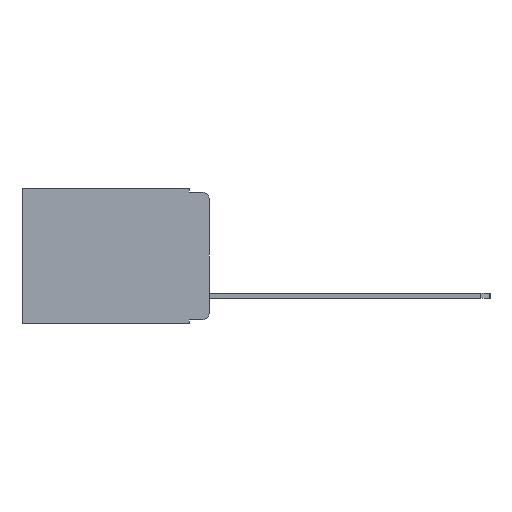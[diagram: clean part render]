
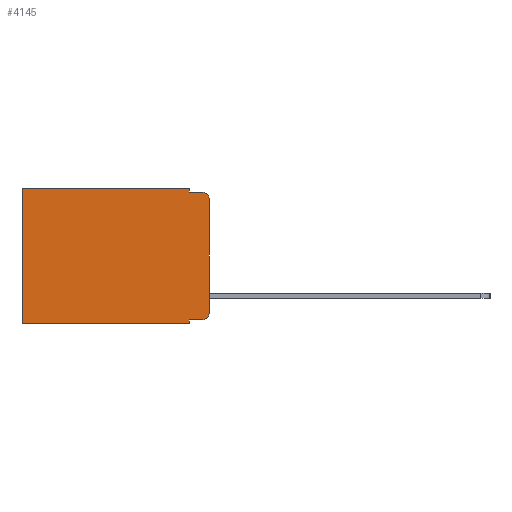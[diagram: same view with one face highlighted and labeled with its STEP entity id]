
A CAD part, left-side view. The second image highlights one B-rep face of the part: STEP entity #4145.
In plain terms, the highlighted planar face has unit normal (-1, 0, 0).
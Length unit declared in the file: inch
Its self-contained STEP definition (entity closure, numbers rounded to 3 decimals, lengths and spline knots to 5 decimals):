
#44 = DIRECTION ( 'NONE',  ( 1., 0., 0. ) ) ;
#118 = CARTESIAN_POINT ( 'NONE',  ( 0.298, 0., 0. ) ) ;
#134 = VERTEX_POINT ( 'NONE', #566 ) ;
#214 = EDGE_CURVE ( 'NONE', #7444, #4308, #9524, .T. ) ;
#283 = EDGE_CURVE ( 'NONE', #1724, #7444, #8840, .T. ) ;
#324 = DIRECTION ( 'NONE',  ( 0., -1., 0. ) ) ;
#360 = VERTEX_POINT ( 'NONE', #6789 ) ;
#514 = DIRECTION ( 'NONE',  ( 0., 0., -1. ) ) ;
#566 = CARTESIAN_POINT ( 'NONE',  ( 0.298, 0.473, -0.343 ) ) ;
#822 = EDGE_CURVE ( 'NONE', #5016, #4308, #4827, .T. ) ;
#1414 = CARTESIAN_POINT ( 'NONE',  ( 0.298, 0.051, 0. ) ) ;
#1442 = VECTOR ( 'NONE', #9522, 39.37008 ) ;
#1527 = VECTOR ( 'NONE', #10669, 39.37008 ) ;
#1564 = VECTOR ( 'NONE', #4350, 39.37008 ) ;
#1724 = VERTEX_POINT ( 'NONE', #4780 ) ;
#1787 = CARTESIAN_POINT ( 'NONE',  ( 0.298, 0.051, -0.333 ) ) ;
#1860 = ORIENTED_EDGE ( 'NONE', *, *, #822, .T. ) ;
#1917 = ORIENTED_EDGE ( 'NONE', *, *, #283, .F. ) ;
#2019 = VERTEX_POINT ( 'NONE', #6549 ) ;
#2051 = DIRECTION ( 'NONE',  ( 0., 0., -1. ) ) ;
#2221 = CARTESIAN_POINT ( 'NONE',  ( 0.298, 0., -0.03 ) ) ;
#2224 = ORIENTED_EDGE ( 'NONE', *, *, #9071, .F. ) ;
#2283 = VERTEX_POINT ( 'NONE', #7220 ) ;
#2309 = PLANE ( 'NONE',  #8149 ) ;
#2344 = LINE ( 'NONE', #9332, #4615 ) ;
#2371 = VERTEX_POINT ( 'NONE', #6906 ) ;
#2462 = CIRCLE ( 'NONE', #6373, 0.02 ) ;
#2513 = LINE ( 'NONE', #3353, #9128 ) ;
#2857 = DIRECTION ( 'NONE',  ( -1., 0., 0. ) ) ;
#2997 = VERTEX_POINT ( 'NONE', #1787 ) ;
#3001 = FACE_OUTER_BOUND ( 'NONE', #3704, .T. ) ;
#3162 = CARTESIAN_POINT ( 'NONE',  ( 0.298, 0.473, 0. ) ) ;
#3174 = CARTESIAN_POINT ( 'NONE',  ( 0.298, 0.051, -0.01 ) ) ;
#3341 = VECTOR ( 'NONE', #10448, 39.37008 ) ;
#3353 = CARTESIAN_POINT ( 'NONE',  ( 0.298, 0., 0. ) ) ;
#3681 = CARTESIAN_POINT ( 'NONE',  ( 0.298, 0., -0.343 ) ) ;
#3704 = EDGE_LOOP ( 'NONE', ( #10578, #1860, #9761, #1917, #4502, #6896, #10852, #2224, #4785, #7176 ) ) ;
#4145 = ADVANCED_FACE ( 'NONE', ( #3001 ), #2309, .F. ) ;
#4308 = VERTEX_POINT ( 'NONE', #5957 ) ;
#4350 = DIRECTION ( 'NONE',  ( 0., 0., -1. ) ) ;
#4502 = ORIENTED_EDGE ( 'NONE', *, *, #8253, .T. ) ;
#4615 = VECTOR ( 'NONE', #5356, 39.37008 ) ;
#4780 = CARTESIAN_POINT ( 'NONE',  ( 0.298, 0.051, 0. ) ) ;
#4785 = ORIENTED_EDGE ( 'NONE', *, *, #7603, .T. ) ;
#4827 = CIRCLE ( 'NONE', #10509, 0.02 ) ;
#5016 = VERTEX_POINT ( 'NONE', #2221 ) ;
#5297 = CARTESIAN_POINT ( 'NONE',  ( 0.298, 0.051, 0. ) ) ;
#5356 = DIRECTION ( 'NONE',  ( 0., 1., 0. ) ) ;
#5957 = CARTESIAN_POINT ( 'NONE',  ( 0.298, 0.02, -0.01 ) ) ;
#5991 = EDGE_CURVE ( 'NONE', #5016, #2019, #2513, .T. ) ;
#6373 = AXIS2_PLACEMENT_3D ( 'NONE', #9703, #7555, #2051 ) ;
#6430 = EDGE_CURVE ( 'NONE', #2371, #134, #8321, .T. ) ;
#6549 = CARTESIAN_POINT ( 'NONE',  ( 0.298, 0., -0.313 ) ) ;
#6562 = LINE ( 'NONE', #5297, #1564 ) ;
#6789 = CARTESIAN_POINT ( 'NONE',  ( 0.298, 0.473, 0. ) ) ;
#6896 = ORIENTED_EDGE ( 'NONE', *, *, #10530, .T. ) ;
#6906 = CARTESIAN_POINT ( 'NONE',  ( 0.298, 0.051, -0.343 ) ) ;
#7176 = ORIENTED_EDGE ( 'NONE', *, *, #7703, .T. ) ;
#7220 = CARTESIAN_POINT ( 'NONE',  ( 0.298, 0.02, -0.333 ) ) ;
#7251 = LINE ( 'NONE', #3162, #9207 ) ;
#7444 = VERTEX_POINT ( 'NONE', #9637 ) ;
#7555 = DIRECTION ( 'NONE',  ( -1., 0., 0. ) ) ;
#7603 = EDGE_CURVE ( 'NONE', #2997, #2283, #8062, .T. ) ;
#7703 = EDGE_CURVE ( 'NONE', #2283, #2019, #2462, .T. ) ;
#8062 = LINE ( 'NONE', #10946, #3341 ) ;
#8149 = AXIS2_PLACEMENT_3D ( 'NONE', #118, #44, #514 ) ;
#8253 = EDGE_CURVE ( 'NONE', #1724, #360, #2344, .T. ) ;
#8321 = LINE ( 'NONE', #3681, #1442 ) ;
#8840 = LINE ( 'NONE', #1414, #1527 ) ;
#9071 = EDGE_CURVE ( 'NONE', #2997, #2371, #6562, .T. ) ;
#9128 = VECTOR ( 'NONE', #10422, 39.37008 ) ;
#9207 = VECTOR ( 'NONE', #9851, 39.37008 ) ;
#9332 = CARTESIAN_POINT ( 'NONE',  ( 0.298, 0., 0. ) ) ;
#9522 = DIRECTION ( 'NONE',  ( 0., 1., 0. ) ) ;
#9524 = LINE ( 'NONE', #3174, #10789 ) ;
#9637 = CARTESIAN_POINT ( 'NONE',  ( 0.298, 0.051, -0.01 ) ) ;
#9703 = CARTESIAN_POINT ( 'NONE',  ( 0.298, 0.02, -0.313 ) ) ;
#9761 = ORIENTED_EDGE ( 'NONE', *, *, #214, .F. ) ;
#9851 = DIRECTION ( 'NONE',  ( 0., 0., -1. ) ) ;
#10378 = CARTESIAN_POINT ( 'NONE',  ( 0.298, 0.02, -0.03 ) ) ;
#10395 = DIRECTION ( 'NONE',  ( 0., 0., -1. ) ) ;
#10422 = DIRECTION ( 'NONE',  ( 0., 0., -1. ) ) ;
#10448 = DIRECTION ( 'NONE',  ( 0., -1., 0. ) ) ;
#10509 = AXIS2_PLACEMENT_3D ( 'NONE', #10378, #2857, #10395 ) ;
#10530 = EDGE_CURVE ( 'NONE', #360, #134, #7251, .T. ) ;
#10578 = ORIENTED_EDGE ( 'NONE', *, *, #5991, .F. ) ;
#10669 = DIRECTION ( 'NONE',  ( 0., 0., -1. ) ) ;
#10789 = VECTOR ( 'NONE', #324, 39.37008 ) ;
#10852 = ORIENTED_EDGE ( 'NONE', *, *, #6430, .F. ) ;
#10946 = CARTESIAN_POINT ( 'NONE',  ( 0.298, 0.051, -0.333 ) ) ;
